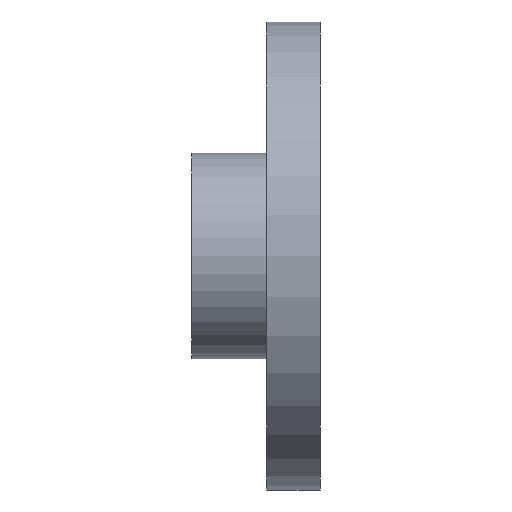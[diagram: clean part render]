
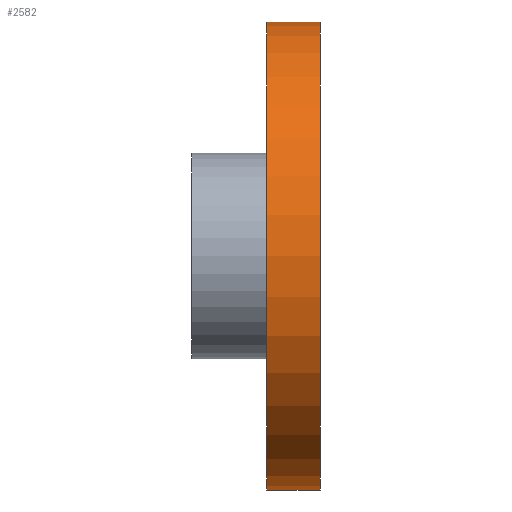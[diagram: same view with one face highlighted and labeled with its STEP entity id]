
A CAD part, left-side view. The second image highlights one B-rep face of the part: STEP entity #2582.
In plain terms, the highlighted cylindrical face has radius 10 mm (diameter 20 mm), a partial arc.
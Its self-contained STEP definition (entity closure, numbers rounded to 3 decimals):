
#151 = EDGE_CURVE ( 'NONE', #992, #1873, #3782, .T. ) ;
#224 = CARTESIAN_POINT ( 'NONE',  ( 0., 1.15, 10. ) ) ;
#271 = CARTESIAN_POINT ( 'NONE',  ( 0., 1.15, -10. ) ) ;
#288 = DIRECTION ( 'NONE',  ( 0., -1., 0. ) ) ;
#314 = CIRCLE ( 'NONE', #494, 10. ) ;
#494 = AXIS2_PLACEMENT_3D ( 'NONE', #3743, #1436, #3138 ) ;
#546 = DIRECTION ( 'NONE',  ( 0., -1., 0. ) ) ;
#620 = DIRECTION ( 'NONE',  ( 0., 1., 0. ) ) ;
#623 = CARTESIAN_POINT ( 'NONE',  ( 0., 1.15, 10. ) ) ;
#752 = CARTESIAN_POINT ( 'NONE',  ( 0., 1.15, 0. ) ) ;
#940 = AXIS2_PLACEMENT_3D ( 'NONE', #752, #546, #1105 ) ;
#943 = ORIENTED_EDGE ( 'NONE', *, *, #1746, .T. ) ;
#992 = VERTEX_POINT ( 'NONE', #224 ) ;
#1105 = DIRECTION ( 'NONE',  ( 0., 0., -1. ) ) ;
#1121 = EDGE_CURVE ( 'NONE', #3335, #992, #1765, .T. ) ;
#1124 = ORIENTED_EDGE ( 'NONE', *, *, #1121, .F. ) ;
#1341 = VECTOR ( 'NONE', #3487, 1000. ) ;
#1436 = DIRECTION ( 'NONE',  ( 0., 1., 0. ) ) ;
#1585 = AXIS2_PLACEMENT_3D ( 'NONE', #3246, #620, #1786 ) ;
#1673 = EDGE_CURVE ( 'NONE', #3335, #2076, #2883, .T. ) ;
#1746 = EDGE_CURVE ( 'NONE', #2076, #1873, #314, .T. ) ;
#1756 = ORIENTED_EDGE ( 'NONE', *, *, #1673, .T. ) ;
#1765 = CIRCLE ( 'NONE', #1585, 10. ) ;
#1786 = DIRECTION ( 'NONE',  ( 0., 0., 1. ) ) ;
#1807 = CARTESIAN_POINT ( 'NONE',  ( 0., -1.15, 10. ) ) ;
#1828 = CARTESIAN_POINT ( 'NONE',  ( 0., 1.15, -10. ) ) ;
#1873 = VERTEX_POINT ( 'NONE', #1807 ) ;
#1884 = CARTESIAN_POINT ( 'NONE',  ( 0., -1.15, -10. ) ) ;
#2076 = VERTEX_POINT ( 'NONE', #1884 ) ;
#2303 = VECTOR ( 'NONE', #288, 1000. ) ;
#2510 = FACE_OUTER_BOUND ( 'NONE', #3586, .T. ) ;
#2582 = ADVANCED_FACE ( 'NONE', ( #2510 ), #3678, .T. ) ;
#2883 = LINE ( 'NONE', #271, #1341 ) ;
#3138 = DIRECTION ( 'NONE',  ( 0., 0., 1. ) ) ;
#3246 = CARTESIAN_POINT ( 'NONE',  ( 0., 1.15, 0. ) ) ;
#3335 = VERTEX_POINT ( 'NONE', #1828 ) ;
#3423 = ORIENTED_EDGE ( 'NONE', *, *, #151, .F. ) ;
#3487 = DIRECTION ( 'NONE',  ( 0., -1., 0. ) ) ;
#3586 = EDGE_LOOP ( 'NONE', ( #3423, #1124, #1756, #943 ) ) ;
#3678 = CYLINDRICAL_SURFACE ( 'NONE', #940, 10. ) ;
#3743 = CARTESIAN_POINT ( 'NONE',  ( 0., -1.15, 0. ) ) ;
#3782 = LINE ( 'NONE', #623, #2303 ) ;
